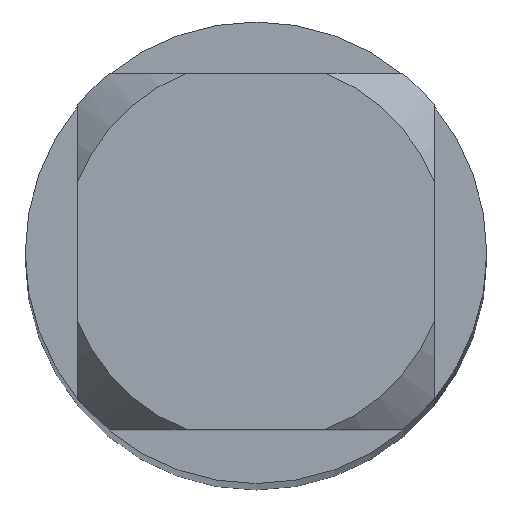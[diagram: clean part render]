
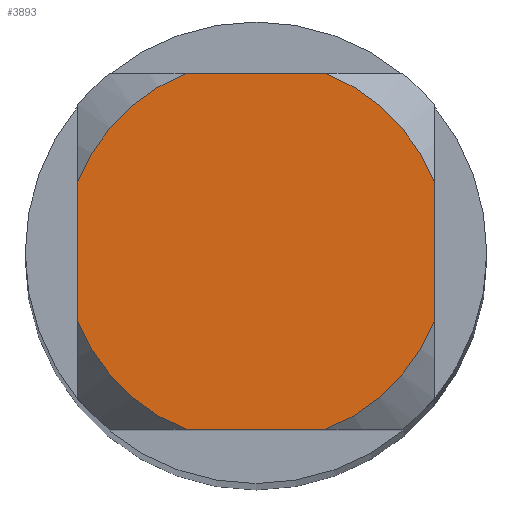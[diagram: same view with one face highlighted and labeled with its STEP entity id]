
A CAD part, top view. The second image highlights one B-rep face of the part: STEP entity #3893.
In plain terms, the highlighted planar face has unit normal (0, 0, 1).
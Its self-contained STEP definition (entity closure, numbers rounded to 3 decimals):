
#2797=EDGE_CURVE('',#4911,#6147,#8135,.T.);
#2809=EDGE_CURVE('',#3017,#7009,#8148,.T.);
#3017=VERTEX_POINT('',#8367);
#3441=VERTEX_POINT('',#8827);
#3881=EDGE_CURVE('',#6329,#6375,#9299,.T.);
#3893=ADVANCED_FACE('',(#9311),#9312,.T.);
#3973=EDGE_CURVE('',#3017,#6147,#9397,.T.);
#4847=EDGE_CURVE('',#4911,#3441,#10345,.T.);
#4851=EDGE_CURVE('',#6329,#7009,#10350,.T.);
#4911=VERTEX_POINT('',#10415);
#6147=VERTEX_POINT('',#11769);
#6329=VERTEX_POINT('',#11963);
#6375=VERTEX_POINT('',#12012);
#6683=VERTEX_POINT('',#12345);
#7009=VERTEX_POINT('',#12699);
#7245=EDGE_CURVE('',#6683,#3441,#12953,.T.);
#7273=EDGE_CURVE('',#6683,#6375,#12981,.T.);
#8135=CIRCLE('',#13999,1.45);
#8148=CIRCLE('',#14028,1.45);
#8367=CARTESIAN_POINT('',(1.35,-0.529,0.0));
#8827=CARTESIAN_POINT('',(-0.529,1.35,0.0));
#9299=CIRCLE('',#16116,1.45);
#9311=FACE_OUTER_BOUND('',#16131,.T.);
#9312=PLANE('',#16132);
#9397=LINE('',#16285,#16286);
#10345=LINE('',#18113,#18114);
#10350=LINE('',#18120,#18121);
#10415=CARTESIAN_POINT('',(0.529,1.35,0.0));
#11769=CARTESIAN_POINT('',(1.35,0.529,0.0));
#11963=CARTESIAN_POINT('',(-0.529,-1.35,0.0));
#12012=CARTESIAN_POINT('',(-1.35,-0.529,0.0));
#12345=CARTESIAN_POINT('',(-1.35,0.529,0.0));
#12699=CARTESIAN_POINT('',(0.529,-1.35,0.0));
#12953=CIRCLE('',#23013,1.45);
#12981=LINE('',#23079,#23080);
#13999=AXIS2_PLACEMENT_3D('',#24726,#24727,#24728);
#14028=AXIS2_PLACEMENT_3D('',#24741,#24742,#24743);
#16116=AXIS2_PLACEMENT_3D('',#25772,#25773,#25774);
#16131=EDGE_LOOP('',(#25785,#25786,#25787,#25788,#25789,#25790,#25791,#25792));
#16132=AXIS2_PLACEMENT_3D('',#25793,#25794,#25795);
#16285=CARTESIAN_POINT('',(1.35,0.363,0.0));
#16286=VECTOR('',#25859,1.0);
#18113=CARTESIAN_POINT('',(0.0,1.35,0.0));
#18114=VECTOR('',#26927,1.0);
#18120=CARTESIAN_POINT('',(0.0,-1.35,0.0));
#18121=VECTOR('',#26938,1.0);
#23013=AXIS2_PLACEMENT_3D('',#29864,#29865,#29866);
#23079=CARTESIAN_POINT('',(-1.35,0.363,0.0));
#23080=VECTOR('',#29883,1.0);
#24726=CARTESIAN_POINT('',(0.0,0.0,0.0));
#24727=DIRECTION('',(0.0,0.0,-1.0));
#24728=DIRECTION('',(0.0,1.0,0.0));
#24741=CARTESIAN_POINT('',(0.0,0.0,0.0));
#24742=DIRECTION('',(0.0,0.0,-1.0));
#24743=DIRECTION('',(0.0,1.0,0.0));
#25772=CARTESIAN_POINT('',(0.0,0.0,0.0));
#25773=DIRECTION('',(0.0,0.0,-1.0));
#25774=DIRECTION('',(0.0,1.0,0.0));
#25785=ORIENTED_EDGE('',*,*,#7273,.T.);
#25786=ORIENTED_EDGE('',*,*,#3881,.F.);
#25787=ORIENTED_EDGE('',*,*,#4851,.T.);
#25788=ORIENTED_EDGE('',*,*,#2809,.F.);
#25789=ORIENTED_EDGE('',*,*,#3973,.T.);
#25790=ORIENTED_EDGE('',*,*,#2797,.F.);
#25791=ORIENTED_EDGE('',*,*,#4847,.T.);
#25792=ORIENTED_EDGE('',*,*,#7245,.F.);
#25793=CARTESIAN_POINT('',(0.0,0.725,0.0));
#25794=DIRECTION('',(-0.0,0.0,1.0));
#25795=DIRECTION('',(0.0,-1.0,0.0));
#25859=DIRECTION('',(-0.0,1.0,0.0));
#26927=DIRECTION('',(-1.0,0.0,0.0));
#26938=DIRECTION('',(1.0,0.0,0.0));
#29864=CARTESIAN_POINT('',(0.0,0.0,0.0));
#29865=DIRECTION('',(0.0,0.0,-1.0));
#29866=DIRECTION('',(0.0,1.0,0.0));
#29883=DIRECTION('',(-0.0,-1.0,0.0));
